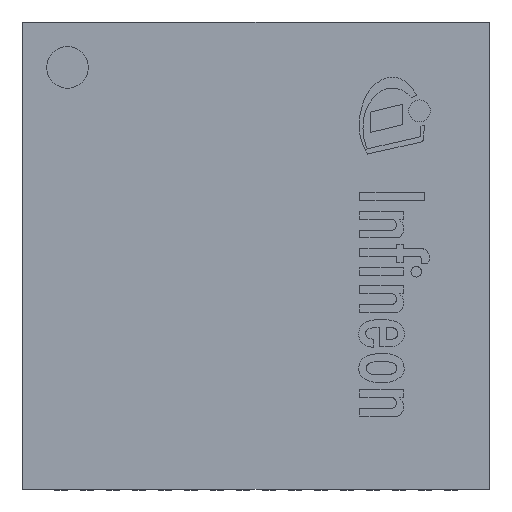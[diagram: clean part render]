
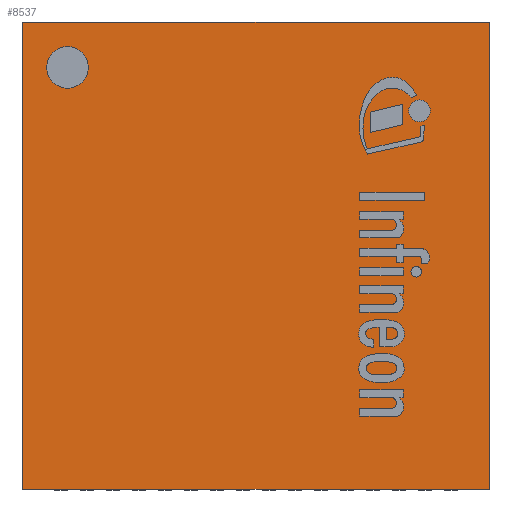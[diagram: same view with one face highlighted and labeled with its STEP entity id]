
A CAD part, top view. The second image highlights one B-rep face of the part: STEP entity #8537.
In plain terms, the highlighted planar face has unit normal (0, 0, 1).
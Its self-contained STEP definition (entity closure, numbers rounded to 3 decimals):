
#249=LINE('',#12340,#1259);
#252=LINE('',#12346,#1262);
#255=LINE('',#12352,#1265);
#258=LINE('',#12356,#1268);
#1259=VECTOR('',#9914,1.);
#1262=VECTOR('',#9919,1.);
#1265=VECTOR('',#9924,1.);
#1268=VECTOR('',#9929,1.);
#2273=PLANE('',#9202);
#2750=FACE_BOUND('',#3342,.T.);
#2765=FACE_OUTER_BOUND('',#3341,.T.);
#3341=EDGE_LOOP('',(#6086,#6087,#6088,#6089));
#3342=EDGE_LOOP('',(#6090));
#3917=CIRCLE('',#9194,0.4);
#4067=VERTEX_POINT('',#12328);
#4071=VERTEX_POINT('',#12337);
#4072=VERTEX_POINT('',#12339);
#4074=VERTEX_POINT('',#12345);
#4076=VERTEX_POINT('',#12351);
#4867=EDGE_CURVE('',#4067,#4067,#3917,.T.);
#4871=EDGE_CURVE('',#4072,#4071,#249,.T.);
#4874=EDGE_CURVE('',#4074,#4072,#252,.T.);
#4877=EDGE_CURVE('',#4076,#4074,#255,.T.);
#4880=EDGE_CURVE('',#4071,#4076,#258,.T.);
#6086=ORIENTED_EDGE('',*,*,#4880,.T.);
#6087=ORIENTED_EDGE('',*,*,#4877,.T.);
#6088=ORIENTED_EDGE('',*,*,#4874,.T.);
#6089=ORIENTED_EDGE('',*,*,#4871,.T.);
#6090=ORIENTED_EDGE('',*,*,#4867,.T.);
#8537=ADVANCED_FACE('',(#2765,#2750),#2273,.T.);
#9194=AXIS2_PLACEMENT_3D('',#12329,#9904,#9905);
#9202=AXIS2_PLACEMENT_3D('',#12358,#9932,#9933);
#9904=DIRECTION('center_axis',(0.,0.,-1.));
#9905=DIRECTION('ref_axis',(-1.,0.,0.));
#9914=DIRECTION('',(1.,0.,0.));
#9919=DIRECTION('',(0.,-1.,0.));
#9924=DIRECTION('',(-1.,0.,0.));
#9929=DIRECTION('',(0.,1.,0.));
#9932=DIRECTION('center_axis',(0.,0.,1.));
#9933=DIRECTION('ref_axis',(0.,-1.,0.));
#12328=CARTESIAN_POINT('',(-3.225,3.625,0.9));
#12329=CARTESIAN_POINT('Origin',(-3.625,3.625,0.9));
#12337=CARTESIAN_POINT('',(4.49,-4.49,0.9));
#12339=CARTESIAN_POINT('',(-4.49,-4.49,0.9));
#12340=CARTESIAN_POINT('',(4.49,-4.49,0.9));
#12345=CARTESIAN_POINT('',(-4.49,4.49,0.9));
#12346=CARTESIAN_POINT('',(-4.49,-4.49,0.9));
#12351=CARTESIAN_POINT('',(4.49,4.49,0.9));
#12352=CARTESIAN_POINT('',(-4.49,4.49,0.9));
#12356=CARTESIAN_POINT('',(4.49,4.49,0.9));
#12358=CARTESIAN_POINT('Origin',(0.,0.,0.9));
